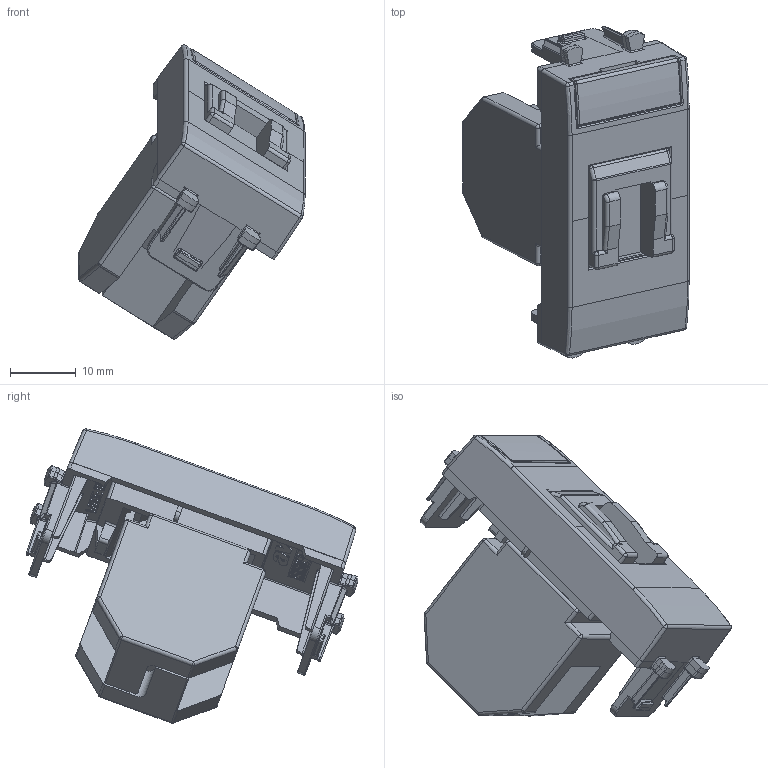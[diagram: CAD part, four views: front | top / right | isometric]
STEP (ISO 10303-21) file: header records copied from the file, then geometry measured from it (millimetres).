
FILE_DESCRIPTION(('CATIA V5 STEP Exchange'),'2;1');
FILE_NAME('441029C5E.stp','2024-02-28T10:34:11+00:00',('none'),('none'),'CATIA Version 5-6 Release 2016 SP6','CATIA V5 STEP AP203','none');
FILE_SCHEMA(('CONFIG_CONTROL_DESIGN'));
Products named in the file (1): 441029C5E
Assembly tree (3 placements, depth 2):
  441029C5E
    #57
    #49512
    #50686
Bounding box: 34.51 x 50.64 x 44.9 mm (x, y, z)
Volume: 13625.4 mm3; surface area: 9995.8 mm2
Topology: 3 solids, 3 shells, 1542 faces, 4160 edges, 2582 vertices
Faces by surface type: plane 948, cylinder 376, bspline 88, sphere 62, extrusion 28, cone 24, torus 16
Entity records: 54851 total; most frequent: CARTESIAN_POINT 19258, ORIENTED_EDGE 8180, DIRECTION 5861, EDGE_CURVE 4090, VECTOR 3030, LINE 3002, VERTEX_POINT 2582, AXIS2_PLACEMENT_3D 1617
